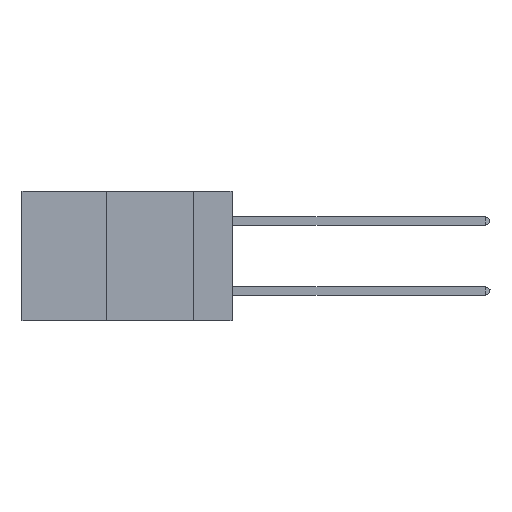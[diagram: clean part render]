
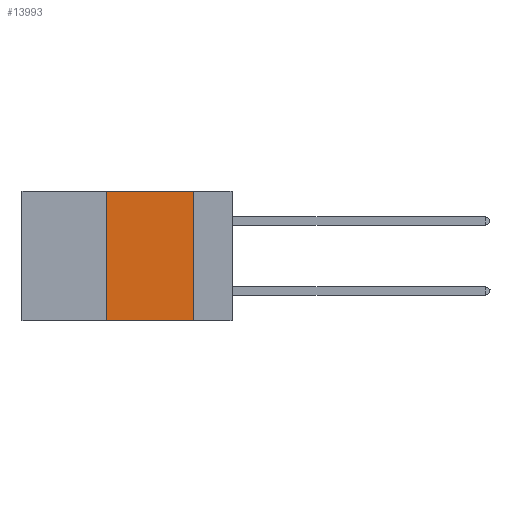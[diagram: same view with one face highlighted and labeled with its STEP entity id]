
A CAD part, left-side view. The second image highlights one B-rep face of the part: STEP entity #13993.
In plain terms, the highlighted planar face has unit normal (-1, 0, 0).
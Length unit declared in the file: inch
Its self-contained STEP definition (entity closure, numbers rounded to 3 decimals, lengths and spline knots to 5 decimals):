
#736 = ORIENTED_EDGE ( 'NONE', *, *, #5667, .F. ) ;
#2049 = VECTOR ( 'NONE', #7271, 39.37008 ) ;
#4086 = VECTOR ( 'NONE', #17347, 39.37008 ) ;
#4107 = LINE ( 'NONE', #19053, #4086 ) ;
#4439 = DIRECTION ( 'NONE',  ( 0., -1., 0. ) ) ;
#5667 = EDGE_CURVE ( 'NONE', #15084, #18875, #14559, .T. ) ;
#5788 = DIRECTION ( 'NONE',  ( 0., 0., -1. ) ) ;
#7197 = CARTESIAN_POINT ( 'NONE',  ( 0., 0.11, -0.37 ) ) ;
#7271 = DIRECTION ( 'NONE',  ( 0., 0., 1. ) ) ;
#8090 = CARTESIAN_POINT ( 'NONE',  ( 0., 0.6, -0.37 ) ) ;
#8477 = VECTOR ( 'NONE', #4439, 39.37008 ) ;
#8976 = VERTEX_POINT ( 'NONE', #9968 ) ;
#9968 = CARTESIAN_POINT ( 'NONE',  ( 0., 0.11, 0. ) ) ;
#10136 = VECTOR ( 'NONE', #24155, 39.37008 ) ;
#10885 = FACE_OUTER_BOUND ( 'NONE', #22715, .T. ) ;
#11544 = LINE ( 'NONE', #8090, #8477 ) ;
#12226 = CARTESIAN_POINT ( 'NONE',  ( 0., 0.36, 0. ) ) ;
#12351 = EDGE_CURVE ( 'NONE', #15084, #14557, #11544, .T. ) ;
#13303 = CARTESIAN_POINT ( 'NONE',  ( 0., 0.6, 0. ) ) ;
#13382 = DIRECTION ( 'NONE',  ( 1., 0., 0. ) ) ;
#13993 = ADVANCED_FACE ( 'NONE', ( #10885 ), #25128, .F. ) ;
#13995 = ORIENTED_EDGE ( 'NONE', *, *, #12351, .T. ) ;
#14422 = LINE ( 'NONE', #22140, #10136 ) ;
#14557 = VERTEX_POINT ( 'NONE', #7197 ) ;
#14559 = LINE ( 'NONE', #16862, #2049 ) ;
#15084 = VERTEX_POINT ( 'NONE', #24084 ) ;
#16862 = CARTESIAN_POINT ( 'NONE',  ( 0., 0.36, 0. ) ) ;
#17347 = DIRECTION ( 'NONE',  ( 0., -1., 0. ) ) ;
#18632 = ORIENTED_EDGE ( 'NONE', *, *, #18853, .F. ) ;
#18853 = EDGE_CURVE ( 'NONE', #8976, #14557, #14422, .T. ) ;
#18875 = VERTEX_POINT ( 'NONE', #12226 ) ;
#19053 = CARTESIAN_POINT ( 'NONE',  ( 0., 0.6, 0. ) ) ;
#19868 = AXIS2_PLACEMENT_3D ( 'NONE', #13303, #13382, #5788 ) ;
#22140 = CARTESIAN_POINT ( 'NONE',  ( 0., 0.11, 0. ) ) ;
#22715 = EDGE_LOOP ( 'NONE', ( #18632, #24332, #736, #13995 ) ) ;
#23729 = EDGE_CURVE ( 'NONE', #18875, #8976, #4107, .T. ) ;
#24084 = CARTESIAN_POINT ( 'NONE',  ( 0., 0.36, -0.37 ) ) ;
#24155 = DIRECTION ( 'NONE',  ( 0., 0., -1. ) ) ;
#24332 = ORIENTED_EDGE ( 'NONE', *, *, #23729, .F. ) ;
#25128 = PLANE ( 'NONE',  #19868 ) ;
